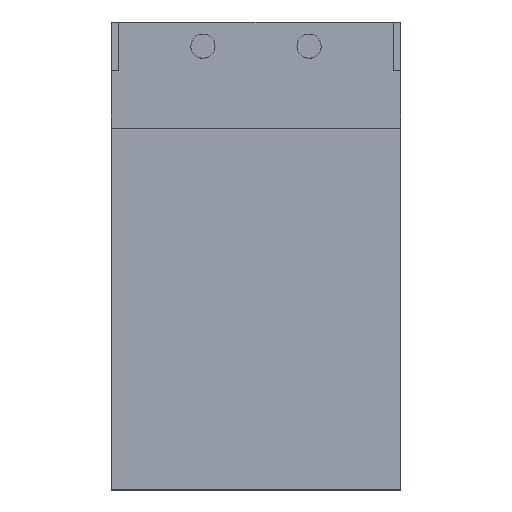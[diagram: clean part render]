
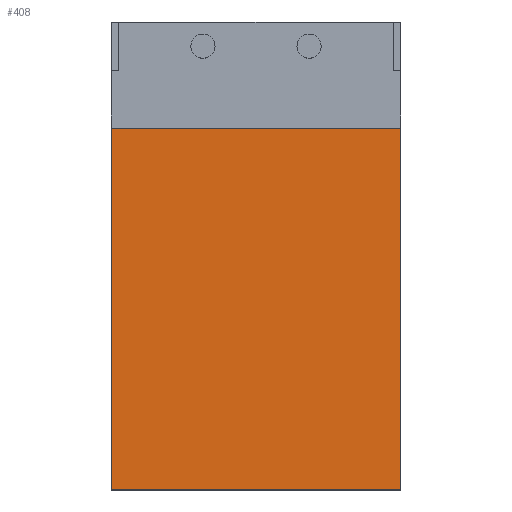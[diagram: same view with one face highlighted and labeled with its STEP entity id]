
A CAD part, top view. The second image highlights one B-rep face of the part: STEP entity #408.
In plain terms, the highlighted planar face has unit normal (0, 0, 1).
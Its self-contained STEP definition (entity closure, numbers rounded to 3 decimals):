
#34=PLANE('',#448);
#56=FACE_OUTER_BOUND('',#80,.T.);
#80=EDGE_LOOP('',(#357,#358,#359,#360));
#129=LINE('',#654,#179);
#130=LINE('',#657,#180);
#131=LINE('',#659,#181);
#132=LINE('',#660,#182);
#179=VECTOR('',#539,10.);
#180=VECTOR('',#542,10.);
#181=VECTOR('',#543,10.);
#182=VECTOR('',#544,10.);
#222=VERTEX_POINT('',#649);
#223=VERTEX_POINT('',#652);
#224=VERTEX_POINT('',#656);
#225=VERTEX_POINT('',#658);
#273=EDGE_CURVE('',#222,#223,#129,.T.);
#274=EDGE_CURVE('',#222,#224,#130,.T.);
#275=EDGE_CURVE('',#225,#223,#131,.T.);
#276=EDGE_CURVE('',#224,#225,#132,.T.);
#357=ORIENTED_EDGE('',*,*,#274,.F.);
#358=ORIENTED_EDGE('',*,*,#273,.T.);
#359=ORIENTED_EDGE('',*,*,#275,.F.);
#360=ORIENTED_EDGE('',*,*,#276,.F.);
#408=ADVANCED_FACE('',(#56),#34,.T.);
#448=AXIS2_PLACEMENT_3D('',#655,#540,#541);
#539=DIRECTION('',(0.,1.,0.));
#540=DIRECTION('center_axis',(0.,0.,1.));
#541=DIRECTION('ref_axis',(1.,0.,0.));
#542=DIRECTION('',(-1.,0.,0.));
#543=DIRECTION('',(1.,0.,0.));
#544=DIRECTION('',(0.,1.,0.));
#649=CARTESIAN_POINT('',(6.,0.,2.25));
#652=CARTESIAN_POINT('',(6.,15.,2.25));
#654=CARTESIAN_POINT('',(6.,0.,2.25));
#655=CARTESIAN_POINT('Origin',(-6.,0.,2.25));
#656=CARTESIAN_POINT('',(-6.,0.,2.25));
#657=CARTESIAN_POINT('',(6.,0.,2.25));
#658=CARTESIAN_POINT('',(-6.,15.,2.25));
#659=CARTESIAN_POINT('',(6.,15.,2.25));
#660=CARTESIAN_POINT('',(-6.,0.,2.25));
